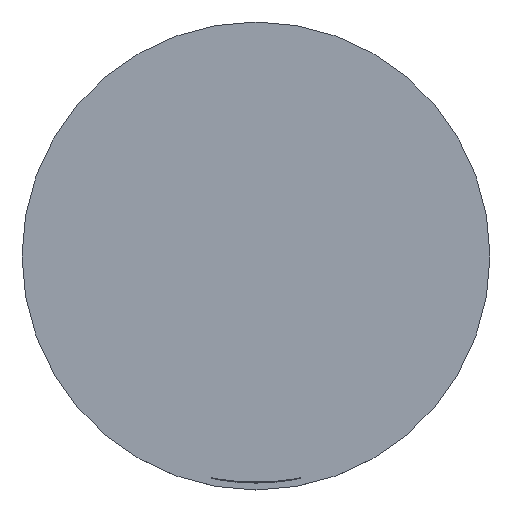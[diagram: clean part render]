
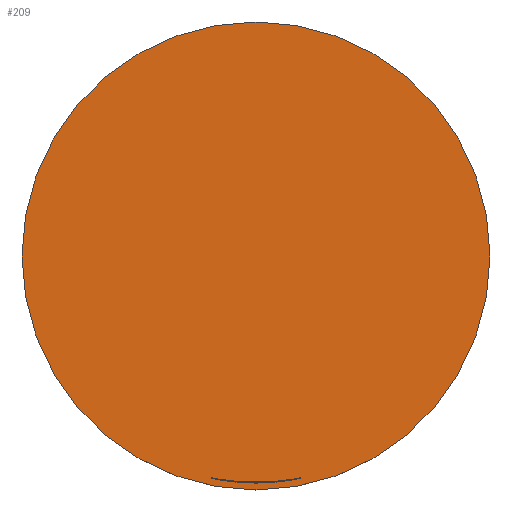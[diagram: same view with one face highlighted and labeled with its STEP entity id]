
A CAD part, top view. The second image highlights one B-rep face of the part: STEP entity #209.
In plain terms, the highlighted planar face has unit normal (0, 0, 1).
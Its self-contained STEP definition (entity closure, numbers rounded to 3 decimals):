
#209=ADVANCED_FACE('',(#380),#381,.T.);
#380=FACE_OUTER_BOUND('',#737,.T.);
#381=PLANE('',#738);
#737=EDGE_LOOP('',(#1042,#1043));
#738=AXIS2_PLACEMENT_3D('',#1044,#1045,#1046);
#1042=ORIENTED_EDGE('',*,*,#1227,.T.);
#1043=ORIENTED_EDGE('',*,*,#1222,.T.);
#1044=CARTESIAN_POINT('',(0.0,0.0,0.0));
#1045=DIRECTION('',(0.0,0.0,1.0));
#1046=DIRECTION('',(1.0,0.0,0.0));
#1222=EDGE_CURVE('',#1409,#1406,#1410,.T.);
#1227=EDGE_CURVE('',#1406,#1409,#1416,.T.);
#1406=VERTEX_POINT('',#1769);
#1409=VERTEX_POINT('',#1773);
#1410=CIRCLE('',#1774,10000.0);
#1416=CIRCLE('',#1781,10000.0);
#1769=CARTESIAN_POINT('',(10000.0,0.0,0.0));
#1773=CARTESIAN_POINT('',(-10000.0,0.,0.0));
#1774=AXIS2_PLACEMENT_3D('',#1945,#1946,#1947);
#1781=AXIS2_PLACEMENT_3D('',#1955,#1956,#1957);
#1945=CARTESIAN_POINT('',(0.0,0.0,0.0));
#1946=DIRECTION('',(0.0,0.0,1.0));
#1947=DIRECTION('',(1.0,0.0,0.0));
#1955=CARTESIAN_POINT('',(0.0,0.0,0.0));
#1956=DIRECTION('',(0.0,0.0,1.0));
#1957=DIRECTION('',(1.0,0.0,0.0));
